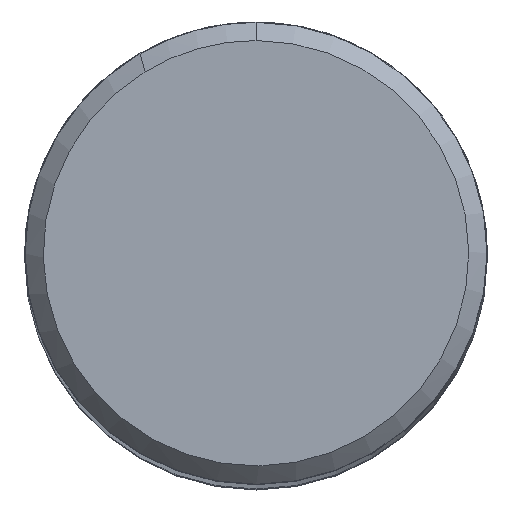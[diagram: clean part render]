
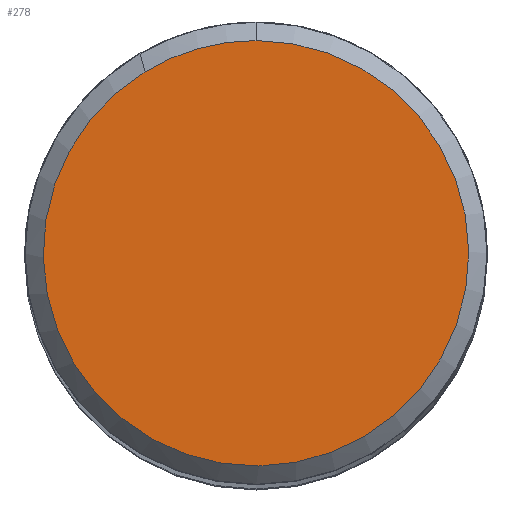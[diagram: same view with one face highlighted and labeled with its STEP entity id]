
A CAD part, top view. The second image highlights one B-rep face of the part: STEP entity #278.
In plain terms, the highlighted planar face has unit normal (0, 0, 1).
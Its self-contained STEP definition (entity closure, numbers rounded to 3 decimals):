
#53=PLANE('',#2577);
#278=ADVANCED_FACE('',(#464),#53,.F.);
#464=FACE_OUTER_BOUND('',#598,.T.);
#598=EDGE_LOOP('',(#1146,#1147));
#1146=ORIENTED_EDGE('',*,*,#1596,.F.);
#1147=ORIENTED_EDGE('',*,*,#1595,.F.);
#1317=VERTEX_POINT('',#4753);
#1318=VERTEX_POINT('',#4755);
#1595=EDGE_CURVE('',#1318,#1317,#1918,.T.);
#1596=EDGE_CURVE('',#1317,#1318,#1919,.T.);
#1918=CIRCLE('',#2574,17.515);
#1919=CIRCLE('',#2576,17.515);
#2574=AXIS2_PLACEMENT_3D('',#4756,#3304,#3305);
#2576=AXIS2_PLACEMENT_3D('',#4758,#3308,#3309);
#2577=AXIS2_PLACEMENT_3D('',#4759,#3310,#3311);
#3304=DIRECTION('',(0.,0.,-1.));
#3305=DIRECTION('',(0.,1.,0.));
#3308=DIRECTION('',(0.,0.,-1.));
#3309=DIRECTION('',(-0.522,0.853,0.));
#3310=DIRECTION('',(0.,0.,-1.));
#3311=DIRECTION('',(-1.,-0.002,0.));
#4753=CARTESIAN_POINT('',(-9.136,14.943,0.));
#4755=CARTESIAN_POINT('',(0.,17.515,0.));
#4756=CARTESIAN_POINT('',(0.,0.,0.));
#4758=CARTESIAN_POINT('',(0.,0.,0.));
#4759=CARTESIAN_POINT('',(0.,0.,0.));
